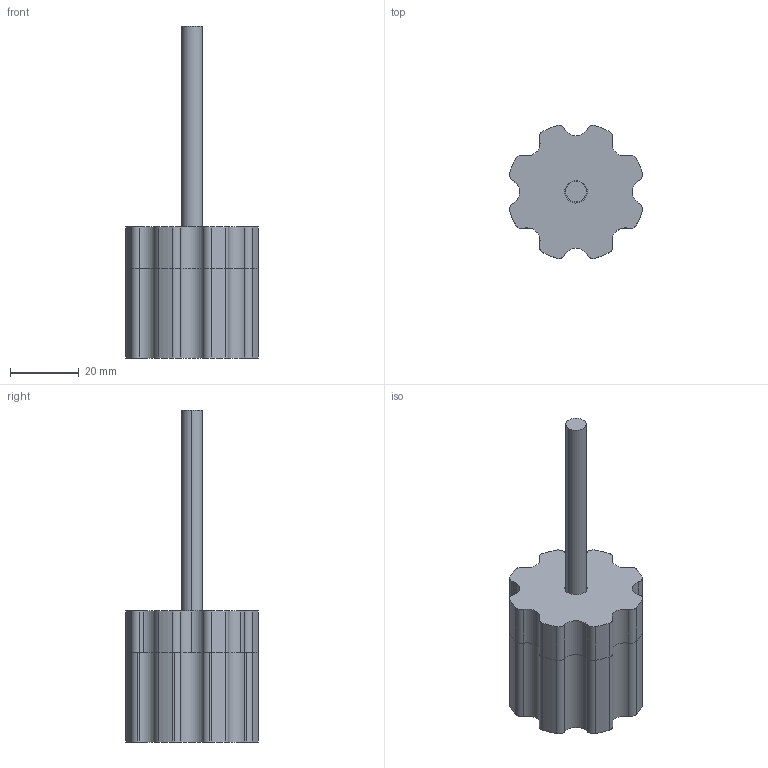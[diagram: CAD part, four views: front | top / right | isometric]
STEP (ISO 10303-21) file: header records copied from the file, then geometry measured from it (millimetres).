
FILE_DESCRIPTION (( 'STEP AP214' ), '1' );
FILE_NAME ('tope-regulador.STEP', '2024-07-24T13:42:44', ( '' ), ( '' ), 'SwSTEP 2.0', 'SolidWorks 2023', '' );
FILE_SCHEMA (( 'AUTOMOTIVE_DESIGN' ));
Length unit declared in the file: millimetre
Products named in the file (4): Regulador tornillo; Regulador tornillo-2; DIN 931 M6 65mm; tope-regulador
Assembly tree (3 placements, depth 2):
  tope-regulador
    Regulador tornillo
    DIN 931 M6 65mm
    Regulador tornillo-2
Bounding box: 38.58 x 38.57 x 96.3 mm (x, y, z)
Volume: 42667.2 mm3; surface area: 12391.5 mm2
Topology: 3 solids, 3 shells, 126 faces, 330 edges, 220 vertices
Faces by surface type: cylinder 82, plane 28, cone 16
Entity records: 4115 total; most frequent: DIRECTION 790, CARTESIAN_POINT 682, ORIENTED_EDGE 660, EDGE_CURVE 330, AXIS2_PLACEMENT_3D 328, VERTEX_POINT 220, CIRCLE 196, EDGE_LOOP 138
